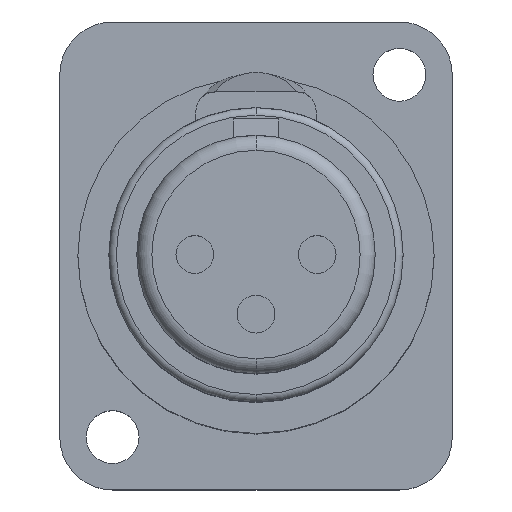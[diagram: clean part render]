
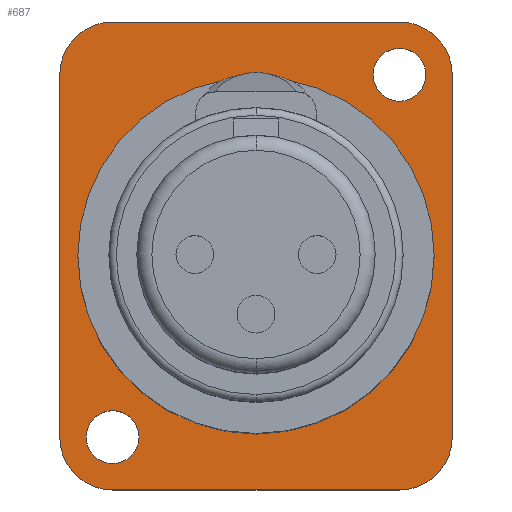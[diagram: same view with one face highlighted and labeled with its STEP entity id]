
A CAD part, top view. The second image highlights one B-rep face of the part: STEP entity #687.
In plain terms, the highlighted planar face has unit normal (0, 0, 1).
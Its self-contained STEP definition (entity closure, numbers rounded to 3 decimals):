
#108=CARTESIAN_POINT('',(9.5,12.,2.2));
#109=DIRECTION('',(0.,0.,-1.));
#110=DIRECTION('',(1.,0.,0.));
#111=AXIS2_PLACEMENT_3D('',#108,#109,#110);
#113=CARTESIAN_POINT('',(9.5,12.,2.2));
#114=DIRECTION('',(0.,0.,-1.));
#115=DIRECTION('',(-1.,0.,0.));
#116=AXIS2_PLACEMENT_3D('',#113,#114,#115);
#118=CARTESIAN_POINT('',(-9.5,-12.,2.2));
#119=DIRECTION('',(0.,0.,-1.));
#120=DIRECTION('',(1.,0.,0.));
#121=AXIS2_PLACEMENT_3D('',#118,#119,#120);
#123=CARTESIAN_POINT('',(-9.5,-12.,2.2));
#124=DIRECTION('',(0.,0.,-1.));
#125=DIRECTION('',(-1.,0.,0.));
#126=AXIS2_PLACEMENT_3D('',#123,#124,#125);
#128=DIRECTION('',(0.,-1.,0.));
#129=VECTOR('',#128,24.);
#130=CARTESIAN_POINT('',(-13.,12.,2.2));
#131=LINE('',#130,#129);
#132=CARTESIAN_POINT('',(-9.5,12.,2.2));
#133=DIRECTION('',(0.,0.,1.));
#134=DIRECTION('',(0.,1.,0.));
#135=AXIS2_PLACEMENT_3D('',#132,#133,#134);
#137=DIRECTION('',(-1.,0.,0.));
#138=VECTOR('',#137,19.);
#139=CARTESIAN_POINT('',(9.5,15.5,2.2));
#140=LINE('',#139,#138);
#141=CARTESIAN_POINT('',(9.5,12.,2.2));
#142=DIRECTION('',(0.,0.,1.));
#143=DIRECTION('',(1.,0.,0.));
#144=AXIS2_PLACEMENT_3D('',#141,#142,#143);
#146=DIRECTION('',(0.,1.,0.));
#147=VECTOR('',#146,24.);
#148=CARTESIAN_POINT('',(13.,-12.,2.2));
#149=LINE('',#148,#147);
#150=CARTESIAN_POINT('',(9.5,-12.,2.2));
#151=DIRECTION('',(0.,0.,1.));
#152=DIRECTION('',(0.,-1.,0.));
#153=AXIS2_PLACEMENT_3D('',#150,#151,#152);
#155=DIRECTION('',(1.,0.,0.));
#156=VECTOR('',#155,19.);
#157=CARTESIAN_POINT('',(-9.5,-15.5,2.2));
#158=LINE('',#157,#156);
#159=CARTESIAN_POINT('',(-9.5,-12.,2.2));
#160=DIRECTION('',(0.,0.,1.));
#161=DIRECTION('',(-1.,0.,0.));
#162=AXIS2_PLACEMENT_3D('',#159,#160,#161);
#164=CARTESIAN_POINT('',(0.,0.,2.2));
#165=DIRECTION('',(0.,0.,-1.));
#166=DIRECTION('',(-1.,0.,0.));
#167=AXIS2_PLACEMENT_3D('',#164,#165,#166);
#169=CARTESIAN_POINT('',(0.,0.,2.2));
#170=DIRECTION('',(0.,0.,-1.));
#171=DIRECTION('',(1.,0.,0.));
#172=AXIS2_PLACEMENT_3D('',#169,#170,#171);
#380=CARTESIAN_POINT('',(-13.,12.,2.2));
#381=CARTESIAN_POINT('',(-13.,-12.,2.2));
#382=VERTEX_POINT('',#380);
#383=VERTEX_POINT('',#381);
#384=CARTESIAN_POINT('',(-9.5,-15.5,2.2));
#385=VERTEX_POINT('',#384);
#386=CARTESIAN_POINT('',(9.5,-15.5,2.2));
#387=VERTEX_POINT('',#386);
#388=CARTESIAN_POINT('',(13.,-12.,2.2));
#389=CARTESIAN_POINT('',(13.,12.,2.2));
#390=VERTEX_POINT('',#388);
#391=VERTEX_POINT('',#389);
#392=CARTESIAN_POINT('',(9.5,15.5,2.2));
#393=VERTEX_POINT('',#392);
#394=CARTESIAN_POINT('',(11.25,12.,2.2));
#395=CARTESIAN_POINT('',(7.75,12.,2.2));
#396=VERTEX_POINT('',#394);
#397=VERTEX_POINT('',#395);
#398=CARTESIAN_POINT('',(-7.75,-12.,2.2));
#399=CARTESIAN_POINT('',(-11.25,-12.,2.2));
#400=VERTEX_POINT('',#398);
#401=VERTEX_POINT('',#399);
#414=CARTESIAN_POINT('',(-11.8,0.,2.2));
#415=VERTEX_POINT('',#414);
#416=CARTESIAN_POINT('',(11.8,0.,2.2));
#417=VERTEX_POINT('',#416);
#420=CARTESIAN_POINT('',(-9.5,15.5,2.2));
#421=VERTEX_POINT('',#420);
#655=CARTESIAN_POINT('',(0.,0.,2.2));
#656=DIRECTION('',(0.,0.,1.));
#657=DIRECTION('',(1.,0.,0.));
#658=AXIS2_PLACEMENT_3D('',#655,#656,#657);
#659=PLANE('',#658);
#660=ORIENTED_EDGE('',*,*,#551,.F.);
#661=ORIENTED_EDGE('',*,*,#566,.F.);
#662=ORIENTED_EDGE('',*,*,#580,.F.);
#663=ORIENTED_EDGE('',*,*,#594,.F.);
#664=ORIENTED_EDGE('',*,*,#608,.F.);
#665=ORIENTED_EDGE('',*,*,#622,.F.);
#666=ORIENTED_EDGE('',*,*,#636,.F.);
#667=ORIENTED_EDGE('',*,*,#649,.F.);
#668=EDGE_LOOP('',(#660,#661,#662,#663,#664,#665,#666,#667));
#669=FACE_OUTER_BOUND('',#668,.F.);
#671=ORIENTED_EDGE('',*,*,#670,.F.);
#673=ORIENTED_EDGE('',*,*,#672,.F.);
#674=EDGE_LOOP('',(#671,#673));
#675=FACE_BOUND('',#674,.F.);
#677=ORIENTED_EDGE('',*,*,#676,.F.);
#679=ORIENTED_EDGE('',*,*,#678,.F.);
#680=EDGE_LOOP('',(#677,#679));
#681=FACE_BOUND('',#680,.F.);
#682=ORIENTED_EDGE('',*,*,#493,.F.);
#684=ORIENTED_EDGE('',*,*,#683,.F.);
#685=EDGE_LOOP('',(#682,#684));
#686=FACE_BOUND('',#685,.F.);
#687=ADVANCED_FACE('',(#669,#675,#681,#686),#659,.T.);
#112=CIRCLE('',#111,1.75);
#117=CIRCLE('',#116,1.75);
#122=CIRCLE('',#121,1.75);
#127=CIRCLE('',#126,1.75);
#136=CIRCLE('',#135,3.5);
#145=CIRCLE('',#144,3.5);
#154=CIRCLE('',#153,3.5);
#163=CIRCLE('',#162,3.5);
#168=CIRCLE('',#167,11.8);
#173=CIRCLE('',#172,11.8);
#493=EDGE_CURVE('',#415,#417,#168,.T.);
#551=EDGE_CURVE('',#382,#383,#131,.T.);
#566=EDGE_CURVE('',#421,#382,#136,.T.);
#580=EDGE_CURVE('',#393,#421,#140,.T.);
#594=EDGE_CURVE('',#391,#393,#145,.T.);
#608=EDGE_CURVE('',#390,#391,#149,.T.);
#622=EDGE_CURVE('',#387,#390,#154,.T.);
#636=EDGE_CURVE('',#385,#387,#158,.T.);
#649=EDGE_CURVE('',#383,#385,#163,.T.);
#670=EDGE_CURVE('',#400,#401,#122,.T.);
#672=EDGE_CURVE('',#401,#400,#127,.T.);
#676=EDGE_CURVE('',#396,#397,#112,.T.);
#678=EDGE_CURVE('',#397,#396,#117,.T.);
#683=EDGE_CURVE('',#417,#415,#173,.T.);
